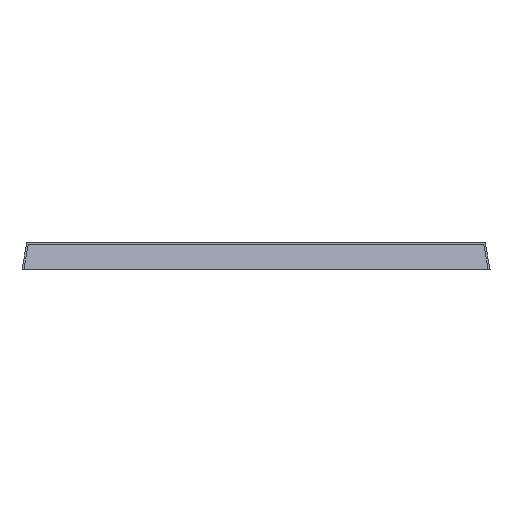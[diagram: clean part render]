
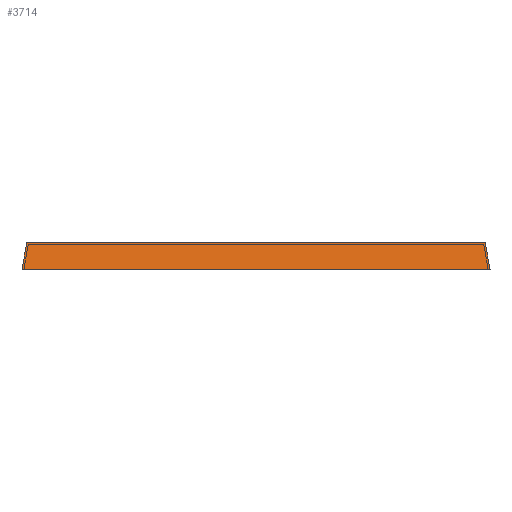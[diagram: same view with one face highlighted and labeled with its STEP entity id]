
A CAD part, front view. The second image highlights one B-rep face of the part: STEP entity #3714.
In plain terms, the highlighted planar face has unit normal (0, -0.985, 0.174).
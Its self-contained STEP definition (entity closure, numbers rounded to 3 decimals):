
#749 = LINE ( 'NONE', #20988, #20432 ) ;
#1403 = LINE ( 'NONE', #2854, #18774 ) ;
#2524 = LINE ( 'NONE', #19960, #23506 ) ;
#2556 = FACE_OUTER_BOUND ( 'NONE', #4839, .T. ) ;
#2820 = AXIS2_PLACEMENT_3D ( 'NONE', #6091, #19031, #7793 ) ;
#2854 = CARTESIAN_POINT ( 'NONE',  ( 21.879, 21.879, 0. ) ) ;
#3236 = VERTEX_POINT ( 'NONE', #10677 ) ;
#3714 = ADVANCED_FACE ( 'NONE', ( #2556 ), #21336, .T. ) ;
#4245 = EDGE_CURVE ( 'NONE', #21658, #3236, #2524, .T. ) ;
#4839 = EDGE_LOOP ( 'NONE', ( #19436, #15906, #20098, #20420 ) ) ;
#5067 = EDGE_CURVE ( 'NONE', #3236, #20966, #749, .T. ) ;
#6091 = CARTESIAN_POINT ( 'NONE',  ( 21.879, 21.879, 0. ) ) ;
#6571 = VERTEX_POINT ( 'NONE', #14882 ) ;
#7793 = DIRECTION ( 'NONE',  ( 0., -0.174, -0.985 ) ) ;
#9140 = LINE ( 'NONE', #21940, #10670 ) ;
#9148 = EDGE_CURVE ( 'NONE', #21658, #6571, #9140, .T. ) ;
#10394 = EDGE_CURVE ( 'NONE', #6571, #20966, #1403, .T. ) ;
#10670 = VECTOR ( 'NONE', #14862, 1000. ) ;
#10677 = CARTESIAN_POINT ( 'NONE',  ( 402., 18., -22.001 ) ) ;
#13784 = DIRECTION ( 'NONE',  ( -0.171, 0.171, 0.97 ) ) ;
#14115 = DIRECTION ( 'NONE',  ( 1., 0., 0. ) ) ;
#14712 = CARTESIAN_POINT ( 'NONE',  ( 18., 18., -22.001 ) ) ;
#14862 = DIRECTION ( 'NONE',  ( 0.171, 0.171, 0.97 ) ) ;
#14882 = CARTESIAN_POINT ( 'NONE',  ( 21.879, 21.879, 0. ) ) ;
#15906 = ORIENTED_EDGE ( 'NONE', *, *, #9148, .F. ) ;
#15916 = DIRECTION ( 'NONE',  ( 1., 0., 0. ) ) ;
#18774 = VECTOR ( 'NONE', #15916, 1000. ) ;
#19031 = DIRECTION ( 'NONE',  ( 0., -0.985, 0.174 ) ) ;
#19436 = ORIENTED_EDGE ( 'NONE', *, *, #10394, .F. ) ;
#19960 = CARTESIAN_POINT ( 'NONE',  ( 0., 18., -22.001 ) ) ;
#20098 = ORIENTED_EDGE ( 'NONE', *, *, #4245, .T. ) ;
#20420 = ORIENTED_EDGE ( 'NONE', *, *, #5067, .T. ) ;
#20432 = VECTOR ( 'NONE', #13784, 1000. ) ;
#20966 = VERTEX_POINT ( 'NONE', #21097 ) ;
#20988 = CARTESIAN_POINT ( 'NONE',  ( 387.108, 32.892, 62.458 ) ) ;
#21097 = CARTESIAN_POINT ( 'NONE',  ( 398.121, 21.879, 0. ) ) ;
#21336 = PLANE ( 'NONE',  #2820 ) ;
#21658 = VERTEX_POINT ( 'NONE', #14712 ) ;
#21940 = CARTESIAN_POINT ( 'NONE',  ( 38.161, 38.161, 92.338 ) ) ;
#23506 = VECTOR ( 'NONE', #14115, 1000. ) ;
